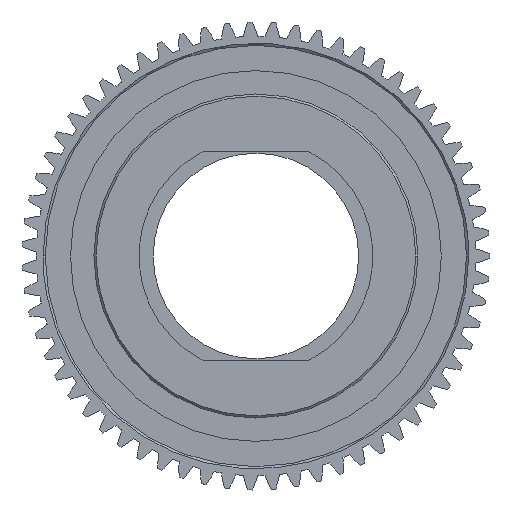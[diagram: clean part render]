
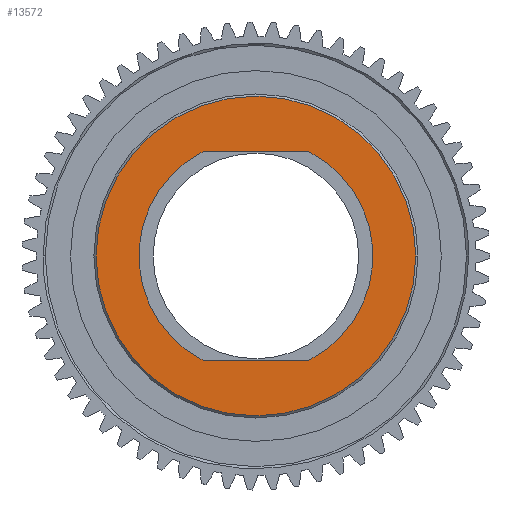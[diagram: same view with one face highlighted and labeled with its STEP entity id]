
A CAD part, left-side view. The second image highlights one B-rep face of the part: STEP entity #13572.
In plain terms, the highlighted planar face has unit normal (-1, 0, 0).
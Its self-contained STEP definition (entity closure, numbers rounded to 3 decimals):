
#13397=AXIS2_PLACEMENT_3D('Circle Axis2P3D',#13395,#13396,$) ;
#13414=AXIS2_PLACEMENT_3D('Circle Axis2P3D',#13412,#13413,$) ;
#13532=AXIS2_PLACEMENT_3D('Plane Axis2P3D',#13529,#13530,#13531) ;
#13540=AXIS2_PLACEMENT_3D('Circle Axis2P3D',#13538,#13539,$) ;
#13556=AXIS2_PLACEMENT_3D('Circle Axis2P3D',#13554,#13555,$) ;
#13385=CARTESIAN_POINT('Vertex',(-10.,-22.2,0.)) ;
#13392=CARTESIAN_POINT('Vertex',(-10.,22.2,0.)) ;
#13395=CARTESIAN_POINT('Axis2P3D Location',(-10.,0.,0.)) ;
#13412=CARTESIAN_POINT('Axis2P3D Location',(-10.,0.,0.)) ;
#13529=CARTESIAN_POINT('Axis2P3D Location',(-10.,0.,0.)) ;
#13538=CARTESIAN_POINT('Axis2P3D Location',(-10.,0.,0.)) ;
#13542=CARTESIAN_POINT('Vertex',(-10.,-7.336,-14.5)) ;
#13544=CARTESIAN_POINT('Vertex',(-10.,-7.336,14.5)) ;
#13547=CARTESIAN_POINT('Line Origine',(-10.,0.,-14.5)) ;
#13551=CARTESIAN_POINT('Vertex',(-10.,7.336,-14.5)) ;
#13554=CARTESIAN_POINT('Axis2P3D Location',(-10.,0.,0.)) ;
#13558=CARTESIAN_POINT('Vertex',(-10.,7.336,14.5)) ;
#13561=CARTESIAN_POINT('Line Origine',(-10.,0.,14.5)) ;
#13396=DIRECTION('Axis2P3D Direction',(-1.,-0.,0.)) ;
#13413=DIRECTION('Axis2P3D Direction',(-1.,0.,0.)) ;
#13530=DIRECTION('Axis2P3D Direction',(-1.,0.,0.)) ;
#13531=DIRECTION('Axis2P3D XDirection',(0.,-1.,0.)) ;
#13539=DIRECTION('Axis2P3D Direction',(-1.,0.,0.)) ;
#13548=DIRECTION('Vector Direction',(0.,-1.,0.)) ;
#13555=DIRECTION('Axis2P3D Direction',(-1.,0.,0.)) ;
#13562=DIRECTION('Vector Direction',(0.,-1.,0.)) ;
#13549=VECTOR('Line Direction',#13548,1.) ;
#13563=VECTOR('Line Direction',#13562,1.) ;
#13535=ORIENTED_EDGE('',*,*,#13399,.T.) ;
#13536=ORIENTED_EDGE('',*,*,#13416,.T.) ;
#13567=ORIENTED_EDGE('',*,*,#13546,.F.) ;
#13568=ORIENTED_EDGE('',*,*,#13553,.F.) ;
#13569=ORIENTED_EDGE('',*,*,#13560,.F.) ;
#13570=ORIENTED_EDGE('',*,*,#13565,.F.) ;
#13571=FACE_BOUND('',#13566,.T.) ;
#13572=ADVANCED_FACE('michaud_chailly_A1-28-63-2',(#13537,#13571),#13533,.T.) ;
#13398=CIRCLE('generated circle',#13397,22.2) ;
#13415=CIRCLE('generated circle',#13414,22.2) ;
#13541=CIRCLE('generated circle',#13540,16.25) ;
#13557=CIRCLE('generated circle',#13556,16.25) ;
#13399=EDGE_CURVE('',#13386,#13393,#13398,.T.) ;
#13416=EDGE_CURVE('',#13393,#13386,#13415,.T.) ;
#13546=EDGE_CURVE('',#13543,#13545,#13541,.T.) ;
#13553=EDGE_CURVE('',#13552,#13543,#13550,.T.) ;
#13560=EDGE_CURVE('',#13559,#13552,#13557,.T.) ;
#13565=EDGE_CURVE('',#13545,#13559,#13564,.F.) ;
#13534=EDGE_LOOP('',(#13535,#13536)) ;
#13566=EDGE_LOOP('',(#13567,#13568,#13569,#13570)) ;
#13537=FACE_OUTER_BOUND('',#13534,.T.) ;
#13550=LINE('Line',#13547,#13549) ;
#13564=LINE('Line',#13561,#13563) ;
#13533=PLANE('',#13532) ;
#13386=VERTEX_POINT('',#13385) ;
#13393=VERTEX_POINT('',#13392) ;
#13543=VERTEX_POINT('',#13542) ;
#13545=VERTEX_POINT('',#13544) ;
#13552=VERTEX_POINT('',#13551) ;
#13559=VERTEX_POINT('',#13558) ;
